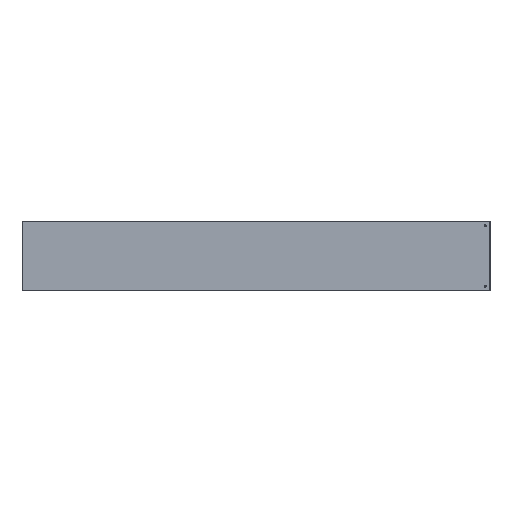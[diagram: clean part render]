
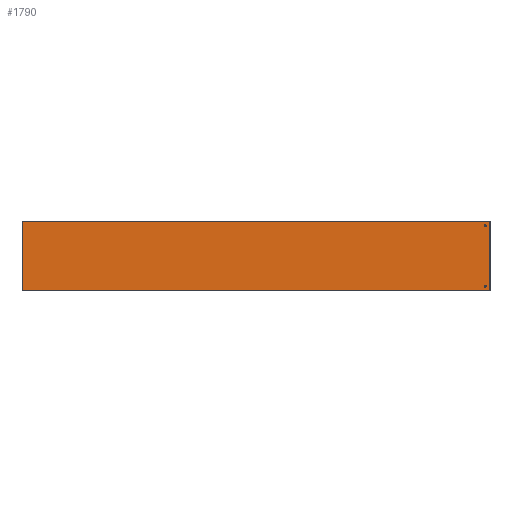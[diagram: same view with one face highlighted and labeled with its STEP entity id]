
A CAD part, top view. The second image highlights one B-rep face of the part: STEP entity #1790.
In plain terms, the highlighted planar face has unit normal (0, 0, 1).
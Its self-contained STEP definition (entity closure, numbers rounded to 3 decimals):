
#6 = CARTESIAN_POINT ( 'NONE',  ( 929., 122., 1.5 ) ) ;
#7 = DIRECTION ( 'NONE',  ( 1., 0., 0. ) ) ;
#8 = DIRECTION ( 'NONE',  ( 0., 0., -1. ) ) ;
#9 = CARTESIAN_POINT ( 'NONE',  ( 929., -122., 1.5 ) ) ;
#47 = CARTESIAN_POINT ( 'NONE',  ( 925., 122., 1.5 ) ) ;
#48 = CARTESIAN_POINT ( 'NONE',  ( 933., 122., 1.5 ) ) ;
#51 = CARTESIAN_POINT ( 'NONE',  ( 933., -122., 1.5 ) ) ;
#73 = CARTESIAN_POINT ( 'NONE',  ( 925., -122., 1.5 ) ) ;
#128 = CARTESIAN_POINT ( 'NONE',  ( 946.9, -139.99, 1.5 ) ) ;
#129 = CARTESIAN_POINT ( 'NONE',  ( -946.9, -139.99, 1.5 ) ) ;
#130 = CARTESIAN_POINT ( 'NONE',  ( 946.9, 139.99, 1.5 ) ) ;
#131 = CARTESIAN_POINT ( 'NONE',  ( -946.9, 139.99, 1.5 ) ) ;
#231 = VERTEX_POINT ( 'NONE', #131 ) ;
#232 = VERTEX_POINT ( 'NONE', #130 ) ;
#233 = VERTEX_POINT ( 'NONE', #129 ) ;
#234 = VERTEX_POINT ( 'NONE', #128 ) ;
#289 = VERTEX_POINT ( 'NONE', #73 ) ;
#311 = VERTEX_POINT ( 'NONE', #51 ) ;
#314 = VERTEX_POINT ( 'NONE', #48 ) ;
#315 = VERTEX_POINT ( 'NONE', #47 ) ;
#403 = ORIENTED_EDGE ( 'NONE', *, *, #575, .T. ) ;
#411 = CIRCLE ( 'NONE', #819, 4. ) ;
#517 = ORIENTED_EDGE ( 'NONE', *, *, #671, .T. ) ;
#545 = CIRCLE ( 'NONE', #566, 4. ) ;
#566 = AXIS2_PLACEMENT_3D ( 'NONE', #9, #8, #7 ) ;
#573 = EDGE_CURVE ( 'NONE', #311, #289, #545, .T. ) ;
#575 = EDGE_CURVE ( 'NONE', #314, #315, #411, .T. ) ;
#656 = EDGE_CURVE ( 'NONE', #232, #234, #1999, .T. ) ;
#657 = EDGE_CURVE ( 'NONE', #231, #232, #2041, .T. ) ;
#669 = EDGE_CURVE ( 'NONE', #233, #231, #2018, .T. ) ;
#670 = EDGE_CURVE ( 'NONE', #234, #233, #2020, .T. ) ;
#671 = EDGE_CURVE ( 'NONE', #289, #311, #2012, .T. ) ;
#672 = EDGE_CURVE ( 'NONE', #315, #314, #2010, .T. ) ;
#819 = AXIS2_PLACEMENT_3D ( 'NONE', #6, #2631, #2632 ) ;
#849 = AXIS2_PLACEMENT_3D ( 'NONE', #931, #939, #940 ) ;
#853 = AXIS2_PLACEMENT_3D ( 'NONE', #934, #937, #938 ) ;
#887 = CARTESIAN_POINT ( 'NONE',  ( -947., 139.99, 1.5 ) ) ;
#902 = CARTESIAN_POINT ( 'NONE',  ( 946.9, 139.99, 1.5 ) ) ;
#903 = DIRECTION ( 'NONE',  ( 0., -1., 0. ) ) ;
#905 = DIRECTION ( 'NONE',  ( 1., 0., 0. ) ) ;
#924 = CARTESIAN_POINT ( 'NONE',  ( 947., -139.99, 1.5 ) ) ;
#931 = CARTESIAN_POINT ( 'NONE',  ( 929., 122., 1.5 ) ) ;
#932 = CARTESIAN_POINT ( 'NONE',  ( -946.9, -139.99, 1.5 ) ) ;
#933 = DIRECTION ( 'NONE',  ( 0., 1., 0. ) ) ;
#934 = CARTESIAN_POINT ( 'NONE',  ( 929., -122., 1.5 ) ) ;
#935 = DIRECTION ( 'NONE',  ( -1., 0., 0. ) ) ;
#937 = DIRECTION ( 'NONE',  ( 0., 0., -1. ) ) ;
#938 = DIRECTION ( 'NONE',  ( 1., 0., 0. ) ) ;
#939 = DIRECTION ( 'NONE',  ( 0., 0., -1. ) ) ;
#940 = DIRECTION ( 'NONE',  ( 1., 0., 0. ) ) ;
#1281 = CARTESIAN_POINT ( 'NONE',  ( -947., -140., 1.5 ) ) ;
#1286 = PLANE ( 'NONE',  #1639 ) ;
#1287 = DIRECTION ( 'NONE',  ( 0., 0., 1. ) ) ;
#1288 = DIRECTION ( 'NONE',  ( 1., 0., 0. ) ) ;
#1639 = AXIS2_PLACEMENT_3D ( 'NONE', #1281, #1287, #1288 ) ;
#1790 = ADVANCED_FACE ( 'NONE', ( #3004, #2854, #2831 ), #1286, .T. ) ;
#1999 = LINE ( 'NONE', #902, #2056 ) ;
#2010 = CIRCLE ( 'NONE', #849, 4. ) ;
#2012 = CIRCLE ( 'NONE', #853, 4. ) ;
#2015 = VECTOR ( 'NONE', #935, 1000. ) ;
#2016 = VECTOR ( 'NONE', #933, 1000. ) ;
#2018 = LINE ( 'NONE', #932, #2016 ) ;
#2020 = LINE ( 'NONE', #924, #2015 ) ;
#2041 = LINE ( 'NONE', #887, #2055 ) ;
#2055 = VECTOR ( 'NONE', #905, 1000. ) ;
#2056 = VECTOR ( 'NONE', #903, 1000. ) ;
#2065 = ORIENTED_EDGE ( 'NONE', *, *, #670, .F. ) ;
#2174 = ORIENTED_EDGE ( 'NONE', *, *, #672, .T. ) ;
#2254 = ORIENTED_EDGE ( 'NONE', *, *, #656, .F. ) ;
#2267 = ORIENTED_EDGE ( 'NONE', *, *, #657, .F. ) ;
#2283 = ORIENTED_EDGE ( 'NONE', *, *, #669, .F. ) ;
#2321 = EDGE_LOOP ( 'NONE', ( #517, #2435 ) ) ;
#2357 = EDGE_LOOP ( 'NONE', ( #2174, #403 ) ) ;
#2435 = ORIENTED_EDGE ( 'NONE', *, *, #573, .T. ) ;
#2533 = EDGE_LOOP ( 'NONE', ( #2065, #2254, #2267, #2283 ) ) ;
#2631 = DIRECTION ( 'NONE',  ( 0., 0., -1. ) ) ;
#2632 = DIRECTION ( 'NONE',  ( 1., 0., 0. ) ) ;
#2831 = FACE_OUTER_BOUND ( 'NONE', #2533, .T. ) ;
#2854 = FACE_BOUND ( 'NONE', #2357, .T. ) ;
#3004 = FACE_BOUND ( 'NONE', #2321, .T. ) ;
